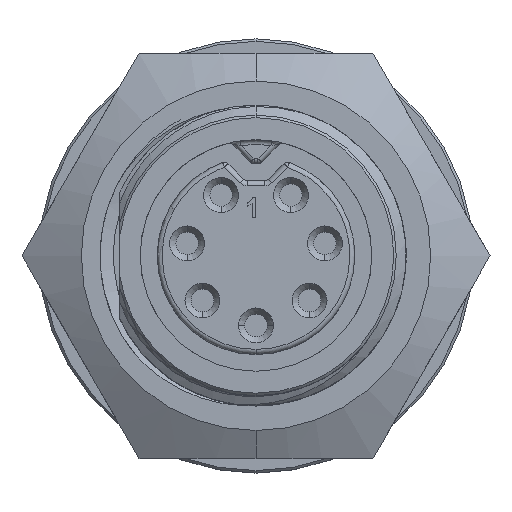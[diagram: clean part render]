
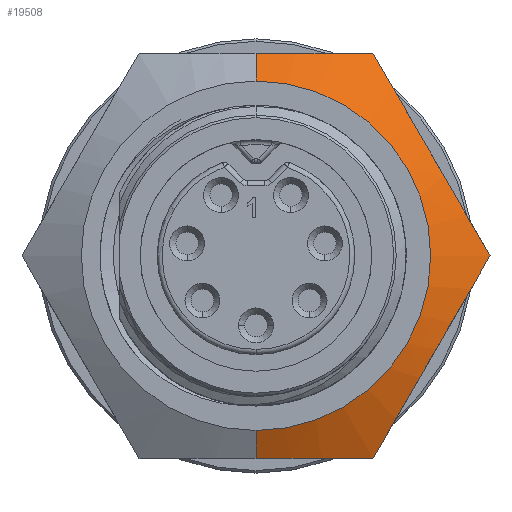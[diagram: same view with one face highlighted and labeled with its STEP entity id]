
A CAD part, top view. The second image highlights one B-rep face of the part: STEP entity #19508.
In plain terms, the highlighted conical face has half-angle 61.689 degrees and reference radius 11.926 mm.
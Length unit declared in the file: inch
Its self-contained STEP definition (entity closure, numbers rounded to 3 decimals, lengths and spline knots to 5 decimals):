
#92 = EDGE_CURVE ( 'NONE', #23099, #19738, #22878, .T. ) ;
#345 = CARTESIAN_POINT ( 'NONE',  ( 0.09886, 0.406, -0.03633 ) ) ;
#648 = ORIENTED_EDGE ( 'NONE', *, *, #5053, .F. ) ;
#805 = CARTESIAN_POINT ( 'NONE',  ( 0., -0.406, -0.03017 ) ) ;
#1321 = CARTESIAN_POINT ( 'NONE',  ( 0.4496, 0.03326, -0.05365 ) ) ;
#1517 = AXIS2_PLACEMENT_3D ( 'NONE', #6939, #9054, #19455 ) ;
#2420 = CARTESIAN_POINT ( 'NONE',  ( 0.19605, 0.406, -0.05367 ) ) ;
#3117 = B_SPLINE_CURVE_WITH_KNOTS ( 'NONE', 3,
 ( #3312, #5418, #20088, #7582, #22213, #9695, #24339, #11807, #26441, #13889, #1321, #15977 ),
 .UNSPECIFIED., .F., .F.,
 ( 4, 2, 2, 2, 2, 4 ),
 ( 0., 0.003, 0.00601, 0.00751, 0.00901, 0.01201 ),
 .UNSPECIFIED. ) ;
#3312 = CARTESIAN_POINT ( 'NONE',  ( 0.2344, 0.406, -0.064 ) ) ;
#3474 = AXIS2_PLACEMENT_3D ( 'NONE', #5723, #5745, #5773 ) ;
#3814 = CARTESIAN_POINT ( 'NONE',  ( 0.46881, 0., -0.064 ) ) ;
#3874 = ORIENTED_EDGE ( 'NONE', *, *, #17888, .F. ) ;
#4367 = LINE ( 'NONE', #4679, #26062 ) ;
#4431 = VECTOR ( 'NONE', #15400, 39.37008 ) ;
#4611 = CARTESIAN_POINT ( 'NONE',  ( 0.37166, -0.16826, -0.03018 ) ) ;
#4679 = CARTESIAN_POINT ( 'NONE',  ( 0., 0.46952, -0.06438 ) ) ;
#5053 = EDGE_CURVE ( 'NONE', #19738, #12220, #4367, .T. ) ;
#5310 = EDGE_CURVE ( 'NONE', #24876, #15039, #20697, .T. ) ;
#5418 = CARTESIAN_POINT ( 'NONE',  ( 0.25359, 0.37277, -0.05366 ) ) ;
#5723 = CARTESIAN_POINT ( 'NONE',  ( 0., 0., 0. ) ) ;
#5745 = DIRECTION ( 'NONE',  ( 0., 0., 1. ) ) ;
#5773 = DIRECTION ( 'NONE',  ( 0., 1., 0. ) ) ;
#5873 = EDGE_CURVE ( 'NONE', #15039, #22511, #16494, .T. ) ;
#6774 = CARTESIAN_POINT ( 'NONE',  ( 0.33186, -0.2372, -0.03095 ) ) ;
#6939 = CARTESIAN_POINT ( 'NONE',  ( 0., 0., -0.06438 ) ) ;
#6967 = CARTESIAN_POINT ( 'NONE',  ( 0., -0.35, 0. ) ) ;
#7582 = CARTESIAN_POINT ( 'NONE',  ( 0.31188, 0.27181, -0.0334 ) ) ;
#8895 = CARTESIAN_POINT ( 'NONE',  ( 0.30228, -0.28844, -0.0363 ) ) ;
#9054 = DIRECTION ( 'NONE',  ( 0., 0., -1. ) ) ;
#9158 = CARTESIAN_POINT ( 'NONE',  ( 0.2344, -0.406, -0.064 ) ) ;
#9674 = VERTEX_POINT ( 'NONE', #12796 ) ;
#9695 = CARTESIAN_POINT ( 'NONE',  ( 0.36138, 0.18608, -0.03016 ) ) ;
#10078 = LINE ( 'NONE', #11241, #4431 ) ;
#10945 = CARTESIAN_POINT ( 'NONE',  ( 0.46881, 0., -0.064 ) ) ;
#11029 = CARTESIAN_POINT ( 'NONE',  ( 0.25361, -0.37274, -0.05365 ) ) ;
#11241 = CARTESIAN_POINT ( 'NONE',  ( 0., -0.46952, -0.06438 ) ) ;
#11285 = CARTESIAN_POINT ( 'NONE',  ( 0.1573, -0.406, -0.04514 ) ) ;
#11807 = CARTESIAN_POINT ( 'NONE',  ( 0.39111, 0.13457, -0.03402 ) ) ;
#12220 = VERTEX_POINT ( 'NONE', #25415 ) ;
#12231 = CARTESIAN_POINT ( 'NONE',  ( 0., -0.406, -0.03017 ) ) ;
#12796 = CARTESIAN_POINT ( 'NONE',  ( 0.2344, 0.406, -0.064 ) ) ;
#12893 = EDGE_LOOP ( 'NONE', ( #19113, #14266, #18228, #19679, #21090, #3874, #648 ) ) ;
#12899 = CARTESIAN_POINT ( 'NONE',  ( 0.07924, 0.406, -0.03404 ) ) ;
#13017 = CARTESIAN_POINT ( 'NONE',  ( 0.44962, -0.03323, -0.05366 ) ) ;
#13355 = CARTESIAN_POINT ( 'NONE',  ( 0.03983, -0.406, -0.03017 ) ) ;
#13687 = B_SPLINE_CURVE_WITH_KNOTS ( 'NONE', 3,
 ( #23336, #21211, #25461, #12899, #345, #14969, #2420, #17092 ),
 .UNSPECIFIED., .F., .F.,
 ( 4, 2, 2, 4 ),
 ( 0.00602, 0.00751, 0.00901, 0.01201 ),
 .UNSPECIFIED. ) ;
#13889 = CARTESIAN_POINT ( 'NONE',  ( 0.43026, 0.06677, -0.04513 ) ) ;
#14263 = CONICAL_SURFACE ( 'NONE', #1517, 0.46952, 1.077 ) ;
#14266 = ORIENTED_EDGE ( 'NONE', *, *, #17288, .T. ) ;
#14969 = CARTESIAN_POINT ( 'NONE',  ( 0.15742, 0.406, -0.04516 ) ) ;
#15039 = VERTEX_POINT ( 'NONE', #22617 ) ;
#15092 = CARTESIAN_POINT ( 'NONE',  ( 0.43031, -0.06668, -0.04516 ) ) ;
#15400 = DIRECTION ( 'NONE',  ( 0., -0.88, -0.474 ) ) ;
#15567 = FACE_OUTER_BOUND ( 'NONE', #12893, .T. ) ;
#15977 = CARTESIAN_POINT ( 'NONE',  ( 0.46881, 0., -0.064 ) ) ;
#16494 = B_SPLINE_CURVE_WITH_KNOTS ( 'NONE', 3,
 ( #9158, #23806, #11285, #25908, #13355, #805 ),
 .UNSPECIFIED., .F., .F.,
 ( 4, 2, 4 ),
 ( 0., 0.00301, 0.00602 ),
 .UNSPECIFIED. ) ;
#17092 = CARTESIAN_POINT ( 'NONE',  ( 0.2344, 0.406, -0.064 ) ) ;
#17210 = CARTESIAN_POINT ( 'NONE',  ( 0.39133, -0.13419, -0.0334 ) ) ;
#17288 = EDGE_CURVE ( 'NONE', #23099, #22511, #10078, .T. ) ;
#17888 = EDGE_CURVE ( 'NONE', #12220, #9674, #13687, .T. ) ;
#18228 = ORIENTED_EDGE ( 'NONE', *, *, #5873, .F. ) ;
#18324 = EDGE_CURVE ( 'NONE', #9674, #24876, #3117, .T. ) ;
#19113 = ORIENTED_EDGE ( 'NONE', *, *, #92, .F. ) ;
#19292 = CARTESIAN_POINT ( 'NONE',  ( 0.34184, -0.21992, -0.03016 ) ) ;
#19455 = DIRECTION ( 'NONE',  ( 0., 1., 0. ) ) ;
#19508 = ADVANCED_FACE ( 'NONE', ( #15567 ), #14263, .T. ) ;
#19679 = ORIENTED_EDGE ( 'NONE', *, *, #5310, .F. ) ;
#19738 = VERTEX_POINT ( 'NONE', #26173 ) ;
#20088 = CARTESIAN_POINT ( 'NONE',  ( 0.2729, 0.33932, -0.04516 ) ) ;
#20697 = B_SPLINE_CURVE_WITH_KNOTS ( 'NONE', 3,
 ( #10945, #13017, #15092, #17210, #4611, #19292, #6774, #21420, #8895, #23542, #11029, #25660 ),
 .UNSPECIFIED., .F., .F.,
 ( 4, 2, 2, 2, 2, 4 ),
 ( 0., 0.003, 0.00601, 0.00751, 0.00901, 0.01201 ),
 .UNSPECIFIED. ) ;
#21090 = ORIENTED_EDGE ( 'NONE', *, *, #18324, .F. ) ;
#21211 = CARTESIAN_POINT ( 'NONE',  ( 0.01986, 0.406, -0.03017 ) ) ;
#21420 = CARTESIAN_POINT ( 'NONE',  ( 0.3121, -0.27143, -0.03402 ) ) ;
#21565 = DIRECTION ( 'NONE',  ( 0., 0.88, -0.474 ) ) ;
#22213 = CARTESIAN_POINT ( 'NONE',  ( 0.33155, 0.23774, -0.03018 ) ) ;
#22511 = VERTEX_POINT ( 'NONE', #12231 ) ;
#22617 = CARTESIAN_POINT ( 'NONE',  ( 0.2344, -0.406, -0.064 ) ) ;
#22878 = CIRCLE ( 'NONE', #3474, 0.35 ) ;
#23099 = VERTEX_POINT ( 'NONE', #6967 ) ;
#23336 = CARTESIAN_POINT ( 'NONE',  ( 0., 0.406, -0.03017 ) ) ;
#23542 = CARTESIAN_POINT ( 'NONE',  ( 0.27295, -0.33923, -0.04513 ) ) ;
#23806 = CARTESIAN_POINT ( 'NONE',  ( 0.19597, -0.406, -0.05365 ) ) ;
#24339 = CARTESIAN_POINT ( 'NONE',  ( 0.37135, 0.1688, -0.03095 ) ) ;
#24876 = VERTEX_POINT ( 'NONE', #3814 ) ;
#25415 = CARTESIAN_POINT ( 'NONE',  ( 0., 0.406, -0.03017 ) ) ;
#25461 = CARTESIAN_POINT ( 'NONE',  ( 0.03978, 0.406, -0.03096 ) ) ;
#25660 = CARTESIAN_POINT ( 'NONE',  ( 0.2344, -0.406, -0.064 ) ) ;
#25908 = CARTESIAN_POINT ( 'NONE',  ( 0.07923, -0.406, -0.03337 ) ) ;
#26062 = VECTOR ( 'NONE', #21565, 39.37008 ) ;
#26173 = CARTESIAN_POINT ( 'NONE',  ( 0., 0.35, 0. ) ) ;
#26441 = CARTESIAN_POINT ( 'NONE',  ( 0.40094, 0.11756, -0.0363 ) ) ;
